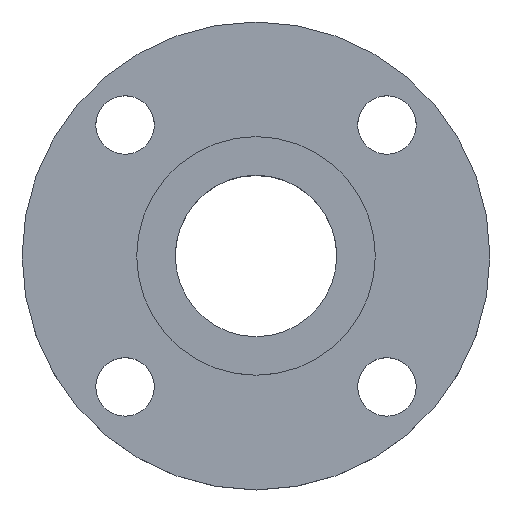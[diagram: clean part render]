
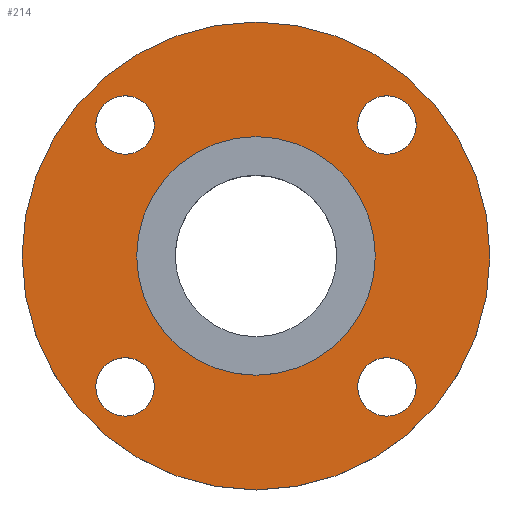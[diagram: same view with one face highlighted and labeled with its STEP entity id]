
A CAD part, top view. The second image highlights one B-rep face of the part: STEP entity #214.
In plain terms, the highlighted planar face has unit normal (0, 0, 1).
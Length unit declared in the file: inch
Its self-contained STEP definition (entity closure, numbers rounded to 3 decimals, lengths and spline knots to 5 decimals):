
#8 = CIRCLE ( 'NONE', #406, 0.375 ) ;
#11 = ORIENTED_EDGE ( 'NONE', *, *, #469, .F. ) ;
#19 = DIRECTION ( 'NONE',  ( 0., 0., 1. ) ) ;
#21 = CARTESIAN_POINT ( 'NONE',  ( 0., 0., 0. ) ) ;
#27 = CARTESIAN_POINT ( 'NONE',  ( -1.67938, 2.05438, 0. ) ) ;
#48 = CARTESIAN_POINT ( 'NONE',  ( 3., 0., 0. ) ) ;
#53 = EDGE_LOOP ( 'NONE', ( #11, #200 ) ) ;
#54 = FACE_BOUND ( 'NONE', #458, .T. ) ;
#56 = CARTESIAN_POINT ( 'NONE',  ( 1.67938, -1.67938, 0. ) ) ;
#60 = FACE_BOUND ( 'NONE', #396, .T. ) ;
#63 = DIRECTION ( 'NONE',  ( 1., 0., 0. ) ) ;
#78 = AXIS2_PLACEMENT_3D ( 'NONE', #93, #280, #665 ) ;
#84 = EDGE_CURVE ( 'NONE', #647, #492, #535, .T. ) ;
#85 = DIRECTION ( 'NONE',  ( 1., 0., 0. ) ) ;
#92 = EDGE_CURVE ( 'NONE', #384, #425, #284, .T. ) ;
#93 = CARTESIAN_POINT ( 'NONE',  ( 1.67938, -1.67938, 0. ) ) ;
#97 = ORIENTED_EDGE ( 'NONE', *, *, #295, .F. ) ;
#104 = AXIS2_PLACEMENT_3D ( 'NONE', #702, #19, #63 ) ;
#109 = CARTESIAN_POINT ( 'NONE',  ( -1.67938, 1.67938, 0. ) ) ;
#117 = ORIENTED_EDGE ( 'NONE', *, *, #729, .F. ) ;
#118 = EDGE_CURVE ( 'NONE', #492, #647, #618, .T. ) ;
#121 = CIRCLE ( 'NONE', #596, 0.375 ) ;
#126 = DIRECTION ( 'NONE',  ( -1., 0., 0. ) ) ;
#129 = CARTESIAN_POINT ( 'NONE',  ( 0., 0., 0. ) ) ;
#138 = CARTESIAN_POINT ( 'NONE',  ( -2.05438, -1.67938, 0. ) ) ;
#145 = CIRCLE ( 'NONE', #78, 0.375 ) ;
#147 = EDGE_CURVE ( 'NONE', #415, #368, #331, .T. ) ;
#167 = EDGE_CURVE ( 'NONE', #487, #349, #719, .T. ) ;
#176 = EDGE_LOOP ( 'NONE', ( #436, #633 ) ) ;
#200 = ORIENTED_EDGE ( 'NONE', *, *, #147, .F. ) ;
#203 = ORIENTED_EDGE ( 'NONE', *, *, #92, .F. ) ;
#214 = ADVANCED_FACE ( 'NONE', ( #513, #804, #242, #54, #60, #624 ), #310, .T. ) ;
#221 = AXIS2_PLACEMENT_3D ( 'NONE', #56, #565, #508 ) ;
#223 = DIRECTION ( 'NONE',  ( 0., 0., 1. ) ) ;
#229 = CARTESIAN_POINT ( 'NONE',  ( -1.67938, 1.30438, 0. ) ) ;
#237 = DIRECTION ( 'NONE',  ( 0., 1., 0. ) ) ;
#242 = FACE_BOUND ( 'NONE', #727, .T. ) ;
#245 = DIRECTION ( 'NONE',  ( 1., 0., 0. ) ) ;
#247 = DIRECTION ( 'NONE',  ( 1., 0., 0. ) ) ;
#248 = DIRECTION ( 'NONE',  ( -1., 0., 0. ) ) ;
#265 = DIRECTION ( 'NONE',  ( 0., 0., 1. ) ) ;
#280 = DIRECTION ( 'NONE',  ( 0., 0., 1. ) ) ;
#284 = CIRCLE ( 'NONE', #518, 0.375 ) ;
#288 = EDGE_CURVE ( 'NONE', #540, #378, #598, .T. ) ;
#289 = ORIENTED_EDGE ( 'NONE', *, *, #167, .F. ) ;
#295 = EDGE_CURVE ( 'NONE', #378, #540, #326, .T. ) ;
#300 = CARTESIAN_POINT ( 'NONE',  ( -1.67938, 1.67938, 0. ) ) ;
#310 = PLANE ( 'NONE',  #392 ) ;
#326 = CIRCLE ( 'NONE', #104, 1.53 ) ;
#331 = CIRCLE ( 'NONE', #221, 0.375 ) ;
#339 = DIRECTION ( 'NONE',  ( 1., 0., 0. ) ) ;
#341 = CARTESIAN_POINT ( 'NONE',  ( -1.30438, -1.67938, 0. ) ) ;
#349 = VERTEX_POINT ( 'NONE', #138 ) ;
#358 = CIRCLE ( 'NONE', #470, 3. ) ;
#368 = VERTEX_POINT ( 'NONE', #526 ) ;
#371 = DIRECTION ( 'NONE',  ( 0., 0., 1. ) ) ;
#372 = DIRECTION ( 'NONE',  ( 0., 0., 1. ) ) ;
#378 = VERTEX_POINT ( 'NONE', #780 ) ;
#384 = VERTEX_POINT ( 'NONE', #468 ) ;
#387 = ORIENTED_EDGE ( 'NONE', *, *, #288, .F. ) ;
#392 = AXIS2_PLACEMENT_3D ( 'NONE', #557, #506, #245 ) ;
#396 = EDGE_LOOP ( 'NONE', ( #97, #387 ) ) ;
#403 = CARTESIAN_POINT ( 'NONE',  ( -1.67938, -1.67938, 0. ) ) ;
#406 = AXIS2_PLACEMENT_3D ( 'NONE', #716, #223, #85 ) ;
#408 = DIRECTION ( 'NONE',  ( 0., 0., 1. ) ) ;
#411 = DIRECTION ( 'NONE',  ( 1., 0., 0. ) ) ;
#415 = VERTEX_POINT ( 'NONE', #522 ) ;
#425 = VERTEX_POINT ( 'NONE', #576 ) ;
#429 = DIRECTION ( 'NONE',  ( 0., 0., 1. ) ) ;
#436 = ORIENTED_EDGE ( 'NONE', *, *, #509, .T. ) ;
#445 = DIRECTION ( 'NONE',  ( 0., 0., 1. ) ) ;
#458 = EDGE_LOOP ( 'NONE', ( #203, #670 ) ) ;
#465 = DIRECTION ( 'NONE',  ( 0., 0., 1. ) ) ;
#468 = CARTESIAN_POINT ( 'NONE',  ( 2.05438, 1.67938, 0. ) ) ;
#469 = EDGE_CURVE ( 'NONE', #368, #415, #145, .T. ) ;
#470 = AXIS2_PLACEMENT_3D ( 'NONE', #721, #408, #411 ) ;
#471 = CARTESIAN_POINT ( 'NONE',  ( 1.53, 0., 0. ) ) ;
#472 = AXIS2_PLACEMENT_3D ( 'NONE', #129, #265, #339 ) ;
#487 = VERTEX_POINT ( 'NONE', #341 ) ;
#492 = VERTEX_POINT ( 'NONE', #27 ) ;
#506 = DIRECTION ( 'NONE',  ( 0., 0., 1. ) ) ;
#508 = DIRECTION ( 'NONE',  ( 0., -1., 0. ) ) ;
#509 = EDGE_CURVE ( 'NONE', #692, #812, #358, .T. ) ;
#512 = CARTESIAN_POINT ( 'NONE',  ( -3., 0., 0. ) ) ;
#513 = FACE_BOUND ( 'NONE', #53, .T. ) ;
#517 = DIRECTION ( 'NONE',  ( 1., 0., 0. ) ) ;
#518 = AXIS2_PLACEMENT_3D ( 'NONE', #625, #429, #247 ) ;
#522 = CARTESIAN_POINT ( 'NONE',  ( 1.67938, -1.30438, 0. ) ) ;
#526 = CARTESIAN_POINT ( 'NONE',  ( 1.67938, -2.05438, 0. ) ) ;
#535 = CIRCLE ( 'NONE', #750, 0.375 ) ;
#536 = EDGE_CURVE ( 'NONE', #425, #384, #8, .T. ) ;
#540 = VERTEX_POINT ( 'NONE', #471 ) ;
#545 = EDGE_LOOP ( 'NONE', ( #117, #289 ) ) ;
#548 = DIRECTION ( 'NONE',  ( 0., 0., 1. ) ) ;
#557 = CARTESIAN_POINT ( 'NONE',  ( 0., 0., 0. ) ) ;
#565 = DIRECTION ( 'NONE',  ( 0., 0., 1. ) ) ;
#576 = CARTESIAN_POINT ( 'NONE',  ( 1.30438, 1.67938, 0. ) ) ;
#587 = AXIS2_PLACEMENT_3D ( 'NONE', #21, #465, #517 ) ;
#596 = AXIS2_PLACEMENT_3D ( 'NONE', #403, #372, #248 ) ;
#598 = CIRCLE ( 'NONE', #472, 1.53 ) ;
#618 = CIRCLE ( 'NONE', #650, 0.375 ) ;
#620 = DIRECTION ( 'NONE',  ( 0., 1., 0. ) ) ;
#624 = FACE_OUTER_BOUND ( 'NONE', #176, .T. ) ;
#625 = CARTESIAN_POINT ( 'NONE',  ( 1.67938, 1.67938, 0. ) ) ;
#633 = ORIENTED_EDGE ( 'NONE', *, *, #793, .T. ) ;
#642 = CIRCLE ( 'NONE', #587, 3. ) ;
#647 = VERTEX_POINT ( 'NONE', #229 ) ;
#650 = AXIS2_PLACEMENT_3D ( 'NONE', #109, #371, #620 ) ;
#665 = DIRECTION ( 'NONE',  ( 0., -1., 0. ) ) ;
#670 = ORIENTED_EDGE ( 'NONE', *, *, #536, .F. ) ;
#687 = CARTESIAN_POINT ( 'NONE',  ( -1.67938, -1.67938, 0. ) ) ;
#692 = VERTEX_POINT ( 'NONE', #48 ) ;
#702 = CARTESIAN_POINT ( 'NONE',  ( 0., 0., 0. ) ) ;
#716 = CARTESIAN_POINT ( 'NONE',  ( 1.67938, 1.67938, 0. ) ) ;
#719 = CIRCLE ( 'NONE', #784, 0.375 ) ;
#721 = CARTESIAN_POINT ( 'NONE',  ( 0., 0., 0. ) ) ;
#727 = EDGE_LOOP ( 'NONE', ( #742, #769 ) ) ;
#729 = EDGE_CURVE ( 'NONE', #349, #487, #121, .T. ) ;
#742 = ORIENTED_EDGE ( 'NONE', *, *, #118, .F. ) ;
#750 = AXIS2_PLACEMENT_3D ( 'NONE', #300, #548, #237 ) ;
#769 = ORIENTED_EDGE ( 'NONE', *, *, #84, .F. ) ;
#780 = CARTESIAN_POINT ( 'NONE',  ( -1.53, 0., 0. ) ) ;
#784 = AXIS2_PLACEMENT_3D ( 'NONE', #687, #445, #126 ) ;
#793 = EDGE_CURVE ( 'NONE', #812, #692, #642, .T. ) ;
#804 = FACE_BOUND ( 'NONE', #545, .T. ) ;
#812 = VERTEX_POINT ( 'NONE', #512 ) ;
